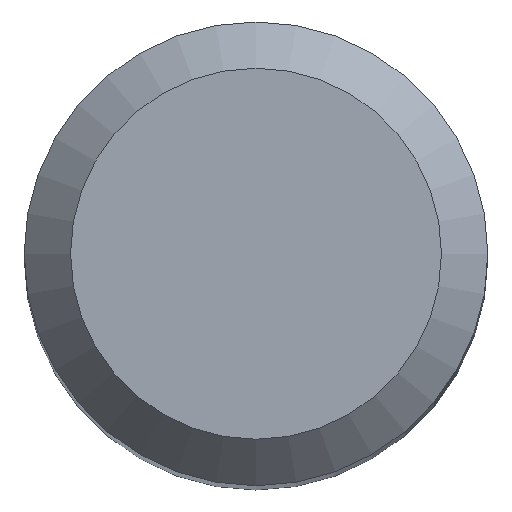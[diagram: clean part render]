
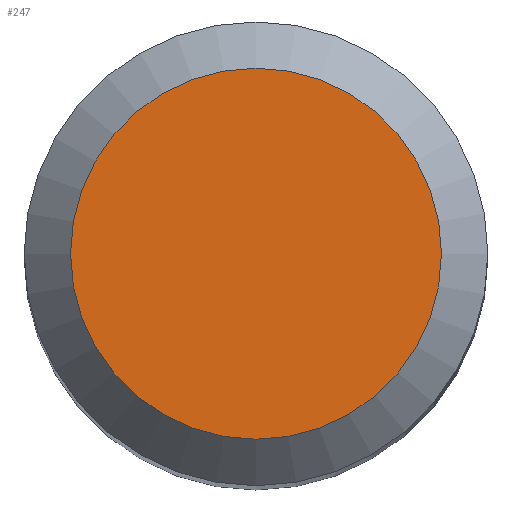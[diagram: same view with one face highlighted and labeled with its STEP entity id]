
A CAD part, top view. The second image highlights one B-rep face of the part: STEP entity #247.
In plain terms, the highlighted planar face has unit normal (0, 0, 1).
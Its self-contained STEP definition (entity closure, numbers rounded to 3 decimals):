
#11 = ORIENTED_EDGE ( 'NONE', *, *, #53, .F. ) ;
#23 = DIRECTION ( 'NONE',  ( 0., 0., -1. ) ) ;
#34 = CARTESIAN_POINT ( 'NONE',  ( 0., 0., 118. ) ) ;
#53 = EDGE_CURVE ( 'NONE', #67, #67, #200, .T. ) ;
#54 = CARTESIAN_POINT ( 'NONE',  ( 0., 4., 118. ) ) ;
#65 = PLANE ( 'NONE',  #252 ) ;
#67 = VERTEX_POINT ( 'NONE', #54 ) ;
#102 = AXIS2_PLACEMENT_3D ( 'NONE', #209, #23, #106 ) ;
#106 = DIRECTION ( 'NONE',  ( 0., 1., 0. ) ) ;
#118 = DIRECTION ( 'NONE',  ( 0., 1., 0. ) ) ;
#198 = DIRECTION ( 'NONE',  ( 0., 0., -1. ) ) ;
#200 = CIRCLE ( 'NONE', #102, 4. ) ;
#209 = CARTESIAN_POINT ( 'NONE',  ( 0., 0., 118. ) ) ;
#212 = EDGE_LOOP ( 'NONE', ( #11 ) ) ;
#247 = ADVANCED_FACE ( 'NONE', ( #254 ), #65, .F. ) ;
#252 = AXIS2_PLACEMENT_3D ( 'NONE', #34, #198, #118 ) ;
#254 = FACE_OUTER_BOUND ( 'NONE', #212, .T. ) ;
